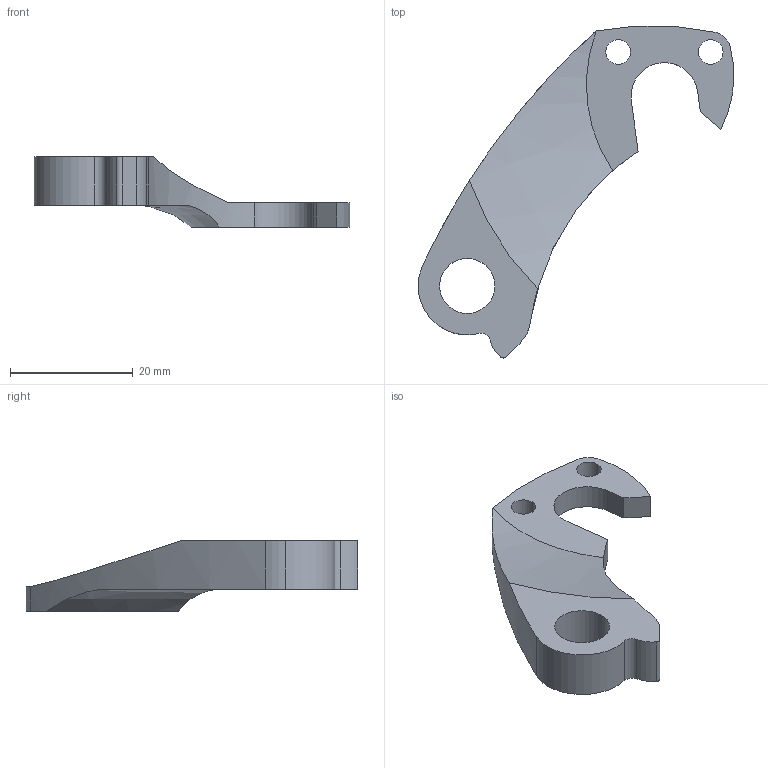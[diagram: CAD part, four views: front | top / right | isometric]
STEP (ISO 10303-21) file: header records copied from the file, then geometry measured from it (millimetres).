
FILE_DESCRIPTION (( 'STEP AP214' ), '1' );
FILE_NAME ('DR4124.STEP', '2018-10-02T20:24:52', ( '' ), ( '' ), 'SwSTEP 2.0', 'SolidWorks 2018', '' );
FILE_SCHEMA (( 'AUTOMOTIVE_DESIGN' ));
Length unit declared in the file: millimetre
Products named in the file (1): DR4124
Bounding box: 51.52 x 54.2 x 11.5 mm (x, y, z)
Volume: 5279.6 mm3; surface area: 3316 mm2
Topology: 1 solids, 1 shells, 30 faces, 83 edges, 55 vertices
Faces by surface type: cylinder 19, plane 9, cone 1, bspline 1
Entity records: 1106 total; most frequent: CARTESIAN_POINT 263, DIRECTION 180, ORIENTED_EDGE 166, EDGE_CURVE 83, AXIS2_PLACEMENT_3D 73, VERTEX_POINT 55, CIRCLE 43, EDGE_LOOP 36
